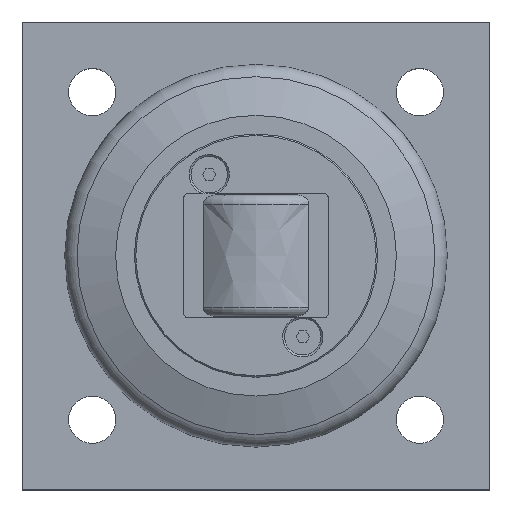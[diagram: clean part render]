
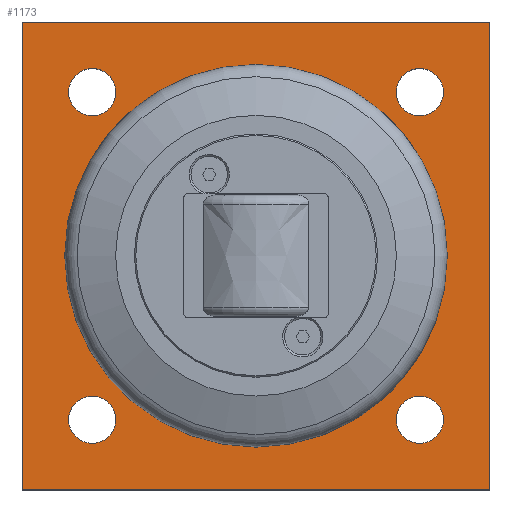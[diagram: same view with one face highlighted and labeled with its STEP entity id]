
A CAD part, top view. The second image highlights one B-rep face of the part: STEP entity #1173.
In plain terms, the highlighted planar face has unit normal (0, 0, 1).
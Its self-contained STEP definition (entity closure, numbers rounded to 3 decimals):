
#56=FACE_BOUND('',#250,.T.);
#57=FACE_BOUND('',#251,.T.);
#58=FACE_BOUND('',#252,.T.);
#59=FACE_BOUND('',#253,.T.);
#60=FACE_BOUND('',#254,.T.);
#106=CIRCLE('',#1294,26.5);
#107=CIRCLE('',#1295,5.053);
#108=CIRCLE('',#1296,5.053);
#109=CIRCLE('',#1297,5.053);
#110=CIRCLE('',#1298,5.053);
#111=CIRCLE('',#1299,5.053);
#112=CIRCLE('',#1300,5.053);
#113=CIRCLE('',#1301,5.053);
#114=CIRCLE('',#1302,5.053);
#181=FACE_OUTER_BOUND('',#249,.T.);
#249=EDGE_LOOP('',(#983,#984,#985,#986));
#250=EDGE_LOOP('',(#987));
#251=EDGE_LOOP('',(#988,#989));
#252=EDGE_LOOP('',(#990,#991));
#253=EDGE_LOOP('',(#992,#993));
#254=EDGE_LOOP('',(#994,#995));
#355=LINE('',#2012,#447);
#356=LINE('',#2014,#448);
#357=LINE('',#2016,#449);
#358=LINE('',#2017,#450);
#447=VECTOR('',#1579,10.);
#448=VECTOR('',#1580,10.);
#449=VECTOR('',#1581,10.);
#450=VECTOR('',#1582,10.);
#547=VERTEX_POINT('',#2010);
#548=VERTEX_POINT('',#2011);
#549=VERTEX_POINT('',#2013);
#550=VERTEX_POINT('',#2015);
#551=VERTEX_POINT('',#2018);
#552=VERTEX_POINT('',#2020);
#553=VERTEX_POINT('',#2021);
#554=VERTEX_POINT('',#2024);
#555=VERTEX_POINT('',#2025);
#556=VERTEX_POINT('',#2028);
#557=VERTEX_POINT('',#2029);
#558=VERTEX_POINT('',#2032);
#559=VERTEX_POINT('',#2033);
#702=EDGE_CURVE('',#547,#548,#355,.T.);
#703=EDGE_CURVE('',#549,#547,#356,.T.);
#704=EDGE_CURVE('',#550,#549,#357,.T.);
#705=EDGE_CURVE('',#548,#550,#358,.T.);
#706=EDGE_CURVE('',#551,#551,#106,.T.);
#707=EDGE_CURVE('',#552,#553,#107,.T.);
#708=EDGE_CURVE('',#553,#552,#108,.T.);
#709=EDGE_CURVE('',#554,#555,#109,.T.);
#710=EDGE_CURVE('',#555,#554,#110,.T.);
#711=EDGE_CURVE('',#556,#557,#111,.T.);
#712=EDGE_CURVE('',#557,#556,#112,.T.);
#713=EDGE_CURVE('',#558,#559,#113,.T.);
#714=EDGE_CURVE('',#559,#558,#114,.T.);
#983=ORIENTED_EDGE('',*,*,#702,.F.);
#984=ORIENTED_EDGE('',*,*,#703,.F.);
#985=ORIENTED_EDGE('',*,*,#704,.F.);
#986=ORIENTED_EDGE('',*,*,#705,.F.);
#987=ORIENTED_EDGE('',*,*,#706,.T.);
#988=ORIENTED_EDGE('',*,*,#707,.T.);
#989=ORIENTED_EDGE('',*,*,#708,.T.);
#990=ORIENTED_EDGE('',*,*,#709,.T.);
#991=ORIENTED_EDGE('',*,*,#710,.T.);
#992=ORIENTED_EDGE('',*,*,#711,.T.);
#993=ORIENTED_EDGE('',*,*,#712,.T.);
#994=ORIENTED_EDGE('',*,*,#713,.T.);
#995=ORIENTED_EDGE('',*,*,#714,.T.);
#1120=PLANE('',#1293);
#1173=ADVANCED_FACE('',(#181,#56,#57,#58,#59,#60),#1120,.T.);
#1293=AXIS2_PLACEMENT_3D('',#2009,#1577,#1578);
#1294=AXIS2_PLACEMENT_3D('',#2019,#1583,#1584);
#1295=AXIS2_PLACEMENT_3D('',#2022,#1585,#1586);
#1296=AXIS2_PLACEMENT_3D('',#2023,#1587,#1588);
#1297=AXIS2_PLACEMENT_3D('',#2026,#1589,#1590);
#1298=AXIS2_PLACEMENT_3D('',#2027,#1591,#1592);
#1299=AXIS2_PLACEMENT_3D('',#2030,#1593,#1594);
#1300=AXIS2_PLACEMENT_3D('',#2031,#1595,#1596);
#1301=AXIS2_PLACEMENT_3D('',#2034,#1597,#1598);
#1302=AXIS2_PLACEMENT_3D('',#2035,#1599,#1600);
#1577=DIRECTION('center_axis',(0.,0.,1.));
#1578=DIRECTION('ref_axis',(1.,0.,0.));
#1579=DIRECTION('',(0.,1.,0.));
#1580=DIRECTION('',(-1.,0.,0.));
#1581=DIRECTION('',(0.,-1.,0.));
#1582=DIRECTION('',(1.,0.,0.));
#1583=DIRECTION('center_axis',(0.,0.,-1.));
#1584=DIRECTION('ref_axis',(0.,-1.,0.));
#1585=DIRECTION('center_axis',(0.,0.,-1.));
#1586=DIRECTION('ref_axis',(1.,0.,0.));
#1587=DIRECTION('center_axis',(0.,0.,-1.));
#1588=DIRECTION('ref_axis',(1.,0.,0.));
#1589=DIRECTION('center_axis',(0.,0.,-1.));
#1590=DIRECTION('ref_axis',(1.,0.,0.));
#1591=DIRECTION('center_axis',(0.,0.,-1.));
#1592=DIRECTION('ref_axis',(1.,0.,0.));
#1593=DIRECTION('center_axis',(0.,0.,-1.));
#1594=DIRECTION('ref_axis',(1.,0.,0.));
#1595=DIRECTION('center_axis',(0.,0.,-1.));
#1596=DIRECTION('ref_axis',(1.,0.,0.));
#1597=DIRECTION('center_axis',(0.,0.,-1.));
#1598=DIRECTION('ref_axis',(1.,0.,0.));
#1599=DIRECTION('center_axis',(0.,0.,-1.));
#1600=DIRECTION('ref_axis',(1.,0.,0.));
#2009=CARTESIAN_POINT('Origin',(50.,50.,15.));
#2010=CARTESIAN_POINT('',(0.,0.,15.));
#2011=CARTESIAN_POINT('',(0.,100.,15.));
#2012=CARTESIAN_POINT('',(0.,100.,15.));
#2013=CARTESIAN_POINT('',(100.,0.,15.));
#2014=CARTESIAN_POINT('',(0.,0.,15.));
#2015=CARTESIAN_POINT('',(100.,100.,15.));
#2016=CARTESIAN_POINT('',(100.,0.,15.));
#2017=CARTESIAN_POINT('',(100.,100.,15.));
#2018=CARTESIAN_POINT('',(50.,76.5,15.));
#2019=CARTESIAN_POINT('Origin',(50.,50.,15.));
#2020=CARTESIAN_POINT('',(20.053,15.,15.));
#2021=CARTESIAN_POINT('',(9.947,15.,15.));
#2022=CARTESIAN_POINT('Origin',(15.,15.,15.));
#2023=CARTESIAN_POINT('Origin',(15.,15.,15.));
#2024=CARTESIAN_POINT('',(90.053,15.,15.));
#2025=CARTESIAN_POINT('',(79.947,15.,15.));
#2026=CARTESIAN_POINT('Origin',(85.,15.,15.));
#2027=CARTESIAN_POINT('Origin',(85.,15.,15.));
#2028=CARTESIAN_POINT('',(90.053,85.,15.));
#2029=CARTESIAN_POINT('',(79.947,85.,15.));
#2030=CARTESIAN_POINT('Origin',(85.,85.,15.));
#2031=CARTESIAN_POINT('Origin',(85.,85.,15.));
#2032=CARTESIAN_POINT('',(20.053,85.,15.));
#2033=CARTESIAN_POINT('',(9.947,85.,15.));
#2034=CARTESIAN_POINT('Origin',(15.,85.,15.));
#2035=CARTESIAN_POINT('Origin',(15.,85.,15.));
